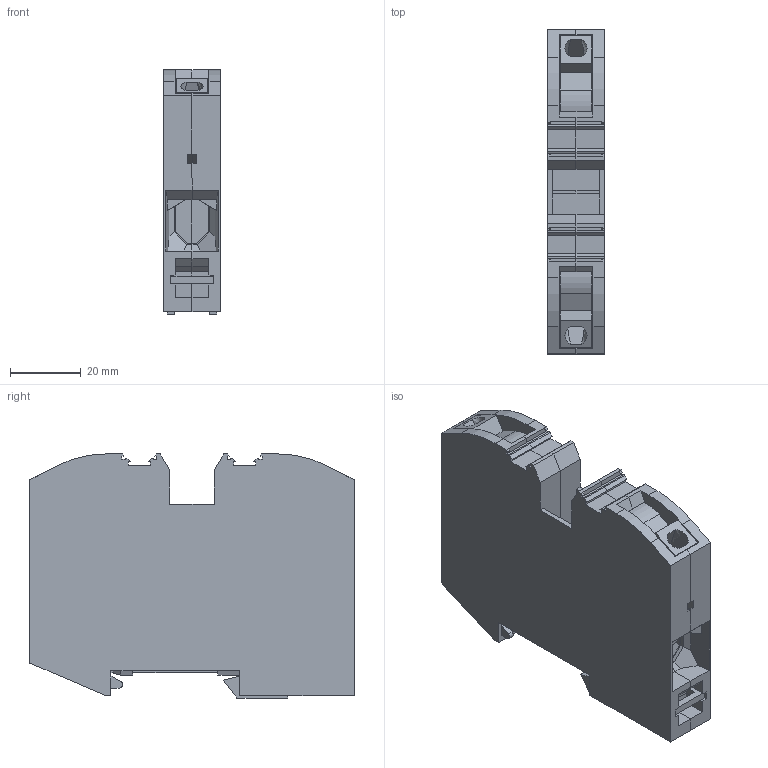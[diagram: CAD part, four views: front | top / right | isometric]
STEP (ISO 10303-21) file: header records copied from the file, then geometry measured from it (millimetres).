
FILE_DESCRIPTION(('Creo Elements/Direct Modeling STEP Export'),'2;1');
FILE_NAME('model.stp','2021-03-22T11:07:19',(''),(''),'Creo Elements/Direct Modeling STEP processor for AP214 (Solid Model)','Creo Elements/Direct Modeling 20.1D 10-Oct-2020 (C) Parametric Technology GmbH','');
FILE_SCHEMA(('AUTOMOTIVE_DESIGN { 1 0 10303 214 1 1 1 1 }'));
Length unit declared in the file: millimetre
Products named in the file (2): PTPOWER_35_PE-Select
Assembly tree (1 placements, depth 2):
  PTPOWER_35_PE-Select
    PTPOWER_35_PE-Select
Bounding box: 16 x 91.6 x 68.95 mm (x, y, z)
Volume: 74567 mm3; surface area: 23949.6 mm2
Topology: 1 solids, 1 shells, 347 faces, 940 edges, 599 vertices
Faces by surface type: plane 323, cylinder 20, cone 4
Entity records: 12648 total; most frequent: ORIENTED_EDGE 1880, CARTESIAN_POINT 1714, DIRECTION 1413, EDGE_CURVE 940, VECTOR 817, LINE 817, VERTEX_POINT 599, EDGE_LOOP 353
